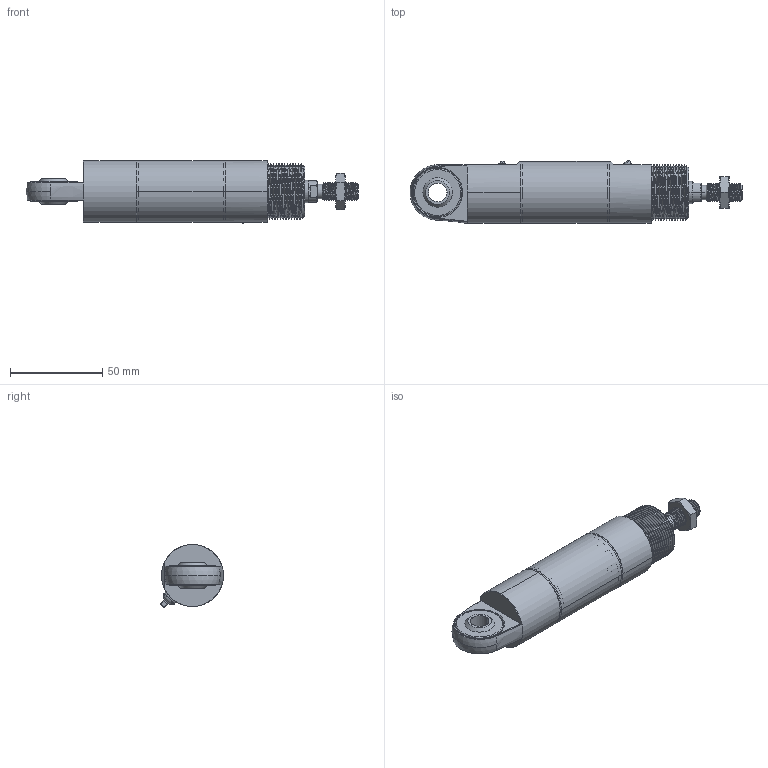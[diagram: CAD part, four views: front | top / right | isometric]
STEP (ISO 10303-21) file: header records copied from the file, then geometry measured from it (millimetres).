
FILE_DESCRIPTION (( 'STEP AP214' ), '1' );
FILE_NAME ('U032 0000 0924.STEP', '2021-05-05T05:57:27', ( '' ), ( '' ), 'SwSTEP 2.0', 'SolidWorks 2019', '' );
FILE_SCHEMA (( 'AUTOMOTIVE_DESIGN' ));
Length unit declared in the file: millimetre
Products named in the file (17): Bolt-DIN912_M6x30; Magnet_9340; 9012-34_9012-34-0; 1032-09_1032-09; U032 0000 0924; Afstryger (32-125)_407284; Bremsepakning_PP1422N3589; 1032-24; U1903030_U1903030; 9036-01; glrsw10; Leje_PAP1210P11; Stempeltætning_E43224N3578; 9032-35-R_1032-35-48; Oring_ORING 29,87 X 1,78; 9037-01-1; 9032-36JB2
Assembly tree (22 placements, depth 2):
  U032 0000 0924
    9012-34_9012-34-0
    1032-24
    9032-35-R_1032-35-48
    1032-09_1032-09
    9036-01  x2
    9037-01-1  x2
    Afstryger (32-125)_407284
    glrsw10
    9032-36JB2  x2
    U1903030_U1903030
    Leje_PAP1210P11
    Magnet_9340
    Bremsepakning_PP1422N3589  x2
    Stempeltætning_E43224N3578  x2
    Bolt-DIN912_M6x30
    Oring_ORING 29,87 X 1,78  x2
Bounding box: 180 x 34.13 x 34.13 mm (x, y, z)
Volume: 100790.3 mm3; surface area: 63391.8 mm2
Topology: 22 solids, 22 shells, 771 faces, 1845 edges, 1164 vertices
Faces by surface type: cylinder 334, plane 181, cone 145, torus 78, bspline 31, sphere 2
Entity records: 37500 total; most frequent: CARTESIAN_POINT 22803, ORIENTED_EDGE 3054, DIRECTION 2811, EDGE_CURVE 1527, AXIS2_PLACEMENT_3D 1158, VERTEX_POINT 971, EDGE_LOOP 706, FACE_OUTER_BOUND 628
